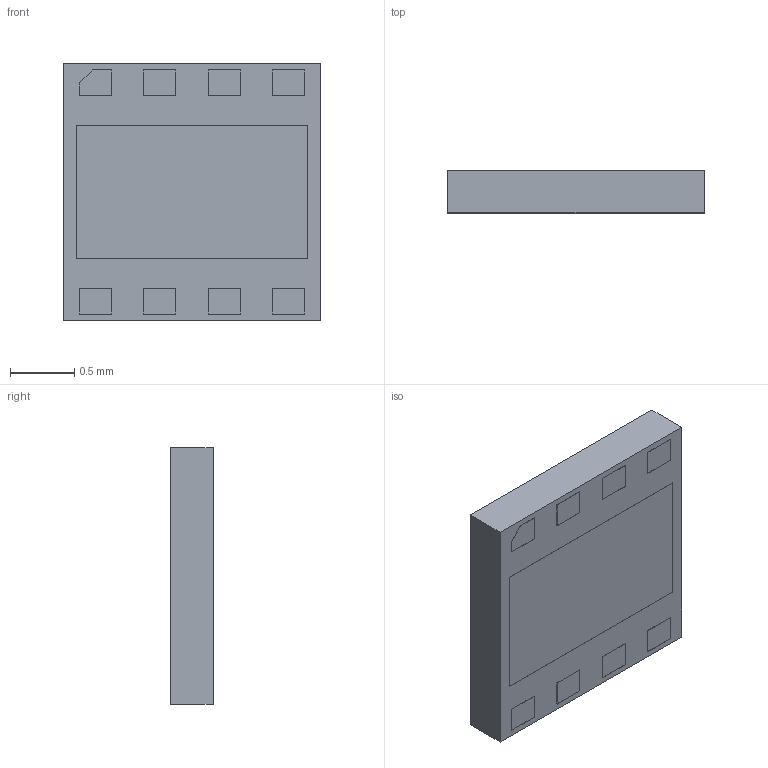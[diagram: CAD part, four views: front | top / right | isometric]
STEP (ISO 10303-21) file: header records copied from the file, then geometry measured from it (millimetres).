
FILE_DESCRIPTION (( 'STEP AP214' ), '1' );
FILE_NAME ('XC8113AA01ER-G.STEP', '2025-02-25T07:12:38', ( '' ), ( '' ), 'SwSTEP 2.0', 'SolidWorks 2024', '' );
FILE_SCHEMA (( 'AUTOMOTIVE_DESIGN' ));
Length unit declared in the file: millimetre
Products named in the file (1): XC8113AA01ER-G
Bounding box: 2 x 0.33 x 2 mm (x, y, z)
Volume: 1.3 mm3; surface area: 10.7 mm2
Topology: 1 solids, 1 shells, 52 faces, 123 edges, 82 vertices
Faces by surface type: plane 52
Entity records: 1556 total; most frequent: CARTESIAN_POINT 258, ORIENTED_EDGE 246, DIRECTION 229, LINE 123, VECTOR 123, EDGE_CURVE 123, VERTEX_POINT 82, EDGE_LOOP 61
